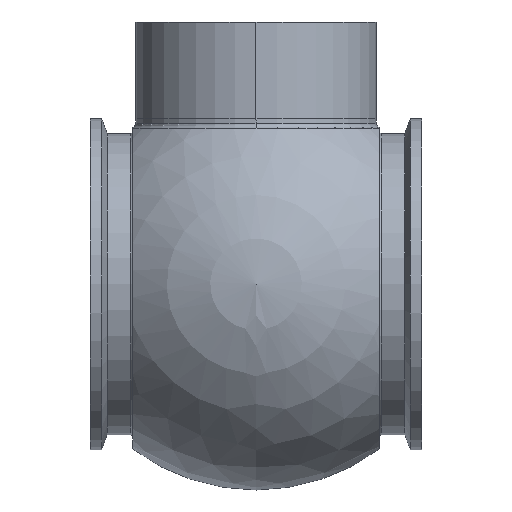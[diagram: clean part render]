
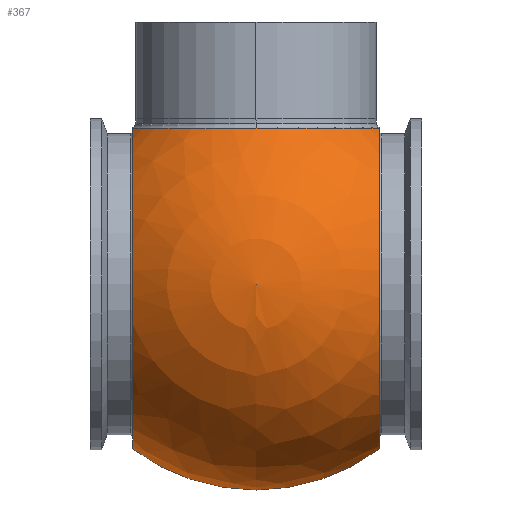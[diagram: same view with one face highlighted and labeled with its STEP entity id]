
A CAD part, left-side view. The second image highlights one B-rep face of the part: STEP entity #367.
In plain terms, the highlighted spherical face has radius 65.075 mm.
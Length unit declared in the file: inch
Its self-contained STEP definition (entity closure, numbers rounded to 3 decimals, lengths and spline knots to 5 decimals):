
#13 = DIRECTION ( 'NONE',  ( 0., 0., -1. ) ) ;
#53 = EDGE_CURVE ( 'NONE', #884, #702, #760, .T. ) ;
#111 = CARTESIAN_POINT ( 'NONE',  ( 0., -1.535, 0. ) ) ;
#142 = AXIS2_PLACEMENT_3D ( 'NONE', #624, #148, #632 ) ;
#148 = DIRECTION ( 'NONE',  ( 0., 0., 1. ) ) ;
#175 = AXIS2_PLACEMENT_3D ( 'NONE', #596, #182, #665 ) ;
#182 = DIRECTION ( 'NONE',  ( 0., 1., 0. ) ) ;
#183 = DIRECTION ( 'NONE',  ( 0., 0., 1. ) ) ;
#215 = EDGE_CURVE ( 'NONE', #874, #884, #430, .T. ) ;
#222 = EDGE_LOOP ( 'NONE', ( #391, #764, #414, #492 ) ) ;
#253 = CARTESIAN_POINT ( 'NONE',  ( 0., -1.535, -2.05125 ) ) ;
#288 = DIRECTION ( 'NONE',  ( 1., 0., 0. ) ) ;
#297 = AXIS2_PLACEMENT_3D ( 'NONE', #111, #599, #183 ) ;
#367 = ADVANCED_FACE ( 'NONE', ( #906 ), #531, .T. ) ;
#391 = ORIENTED_EDGE ( 'NONE', *, *, #215, .F. ) ;
#407 = CIRCLE ( 'NONE', #142, 1.66991 ) ;
#414 = ORIENTED_EDGE ( 'NONE', *, *, #720, .F. ) ;
#430 = CIRCLE ( 'NONE', #708, 2.562 ) ;
#492 = ORIENTED_EDGE ( 'NONE', *, *, #53, .F. ) ;
#525 = EDGE_CURVE ( 'NONE', #874, #909, #626, .T. ) ;
#531 = SPHERICAL_SURFACE ( 'NONE', #546, 2.562 ) ;
#546 = AXIS2_PLACEMENT_3D ( 'NONE', #562, #636, #13 ) ;
#562 = CARTESIAN_POINT ( 'NONE',  ( 0., 0., 0. ) ) ;
#596 = CARTESIAN_POINT ( 'NONE',  ( 0., 1.535, 0. ) ) ;
#599 = DIRECTION ( 'NONE',  ( 0., 1., 0. ) ) ;
#600 = CARTESIAN_POINT ( 'NONE',  ( -0.65755, -1.535, 1.943 ) ) ;
#624 = CARTESIAN_POINT ( 'NONE',  ( 0., 0., 1.943 ) ) ;
#626 = CIRCLE ( 'NONE', #297, 2.05125 ) ;
#632 = DIRECTION ( 'NONE',  ( 1., 0., 0. ) ) ;
#636 = DIRECTION ( 'NONE',  ( -1., 0., 0. ) ) ;
#665 = DIRECTION ( 'NONE',  ( 0., 0., 1. ) ) ;
#677 = CARTESIAN_POINT ( 'NONE',  ( 0., 1.535, -2.05125 ) ) ;
#682 = CARTESIAN_POINT ( 'NONE',  ( -0.65755, 1.535, 1.943 ) ) ;
#702 = VERTEX_POINT ( 'NONE', #682 ) ;
#708 = AXIS2_PLACEMENT_3D ( 'NONE', #710, #288, #783 ) ;
#710 = CARTESIAN_POINT ( 'NONE',  ( 0., 0., 0. ) ) ;
#720 = EDGE_CURVE ( 'NONE', #702, #909, #407, .T. ) ;
#760 = CIRCLE ( 'NONE', #175, 2.05125 ) ;
#764 = ORIENTED_EDGE ( 'NONE', *, *, #525, .T. ) ;
#783 = DIRECTION ( 'NONE',  ( 0., 0., -1. ) ) ;
#874 = VERTEX_POINT ( 'NONE', #253 ) ;
#884 = VERTEX_POINT ( 'NONE', #677 ) ;
#906 = FACE_OUTER_BOUND ( 'NONE', #222, .T. ) ;
#909 = VERTEX_POINT ( 'NONE', #600 ) ;
